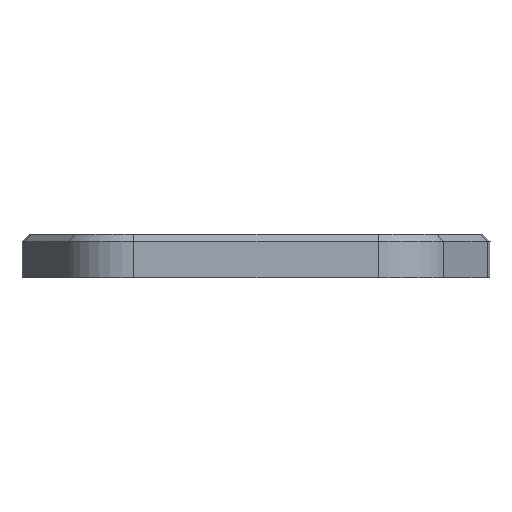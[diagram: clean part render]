
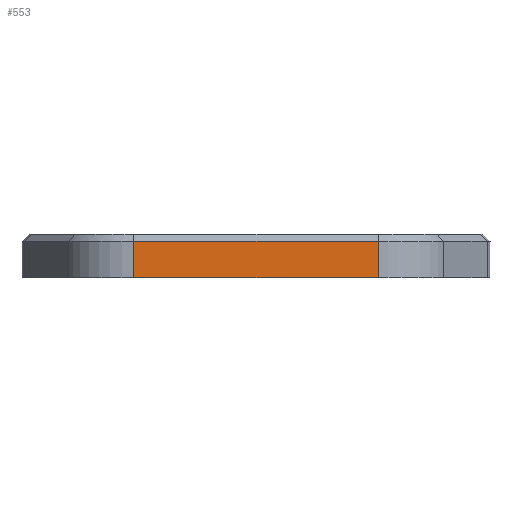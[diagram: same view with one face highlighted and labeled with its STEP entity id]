
A CAD part, front view. The second image highlights one B-rep face of the part: STEP entity #553.
In plain terms, the highlighted free-form (B-spline) face has degree [1, 1] with [2, 2] control points.
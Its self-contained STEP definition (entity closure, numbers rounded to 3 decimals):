
#553 = ADVANCED_FACE('',(#554),#584,.T.);
#554 = FACE_BOUND('',#555,.T.);
#555 = EDGE_LOOP('',(#556,#565,#572,#579));
#556 = ORIENTED_EDGE('',*,*,#557,.T.);
#557 = EDGE_CURVE('',#558,#560,#562,.T.);
#558 = VERTEX_POINT('',#559);
#559 = CARTESIAN_POINT('',(9.077,-16.566,0.));
#560 = VERTEX_POINT('',#561);
#561 = CARTESIAN_POINT('',(9.077,-16.566,2.716)
  );
#562 = B_SPLINE_CURVE_WITH_KNOTS('',1,(#563,#564),.UNSPECIFIED.,.F.,.F.,
  (2,2),(0.,2.5),.PIECEWISE_BEZIER_KNOTS.);
#563 = CARTESIAN_POINT('',(9.077,-16.566,0.));
#564 = CARTESIAN_POINT('',(9.077,-16.566,2.716)
  );
#565 = ORIENTED_EDGE('',*,*,#566,.T.);
#566 = EDGE_CURVE('',#560,#567,#569,.T.);
#567 = VERTEX_POINT('',#568);
#568 = CARTESIAN_POINT('',(-9.077,-16.566,
    2.716));
#569 = B_SPLINE_CURVE_WITH_KNOTS('',1,(#570,#571),.UNSPECIFIED.,.F.,.F.,
  (2,2),(-0.,16.713),.PIECEWISE_BEZIER_KNOTS.);
#570 = CARTESIAN_POINT('',(9.077,-16.566,2.716)
  );
#571 = CARTESIAN_POINT('',(-9.077,-16.566,
    2.716));
#572 = ORIENTED_EDGE('',*,*,#573,.T.);
#573 = EDGE_CURVE('',#567,#574,#576,.T.);
#574 = VERTEX_POINT('',#575);
#575 = CARTESIAN_POINT('',(-9.077,-16.566,0.));
#576 = B_SPLINE_CURVE_WITH_KNOTS('',1,(#577,#578),.UNSPECIFIED.,.F.,.F.,
  (2,2),(0.,2.5),.PIECEWISE_BEZIER_KNOTS.);
#577 = CARTESIAN_POINT('',(-9.077,-16.566,
    2.716));
#578 = CARTESIAN_POINT('',(-9.077,-16.566,0.));
#579 = ORIENTED_EDGE('',*,*,#580,.F.);
#580 = EDGE_CURVE('',#558,#574,#581,.T.);
#581 = B_SPLINE_CURVE_WITH_KNOTS('',1,(#582,#583),.UNSPECIFIED.,.F.,.F.,
  (2,2),(-0.,16.713),.PIECEWISE_BEZIER_KNOTS.);
#582 = CARTESIAN_POINT('',(9.077,-16.566,0.));
#583 = CARTESIAN_POINT('',(-9.077,-16.566,0.));
#584 = B_SPLINE_SURFACE_WITH_KNOTS('',1,1,(
    (#585,#586)
    ,(#587,#588
    )),.UNSPECIFIED.,.F.,.F.,.F.,(2,2),(2,2),(-18.37,-1.657
    ),(-0.5,2.),.PIECEWISE_BEZIER_KNOTS.);
#585 = CARTESIAN_POINT('',(9.077,-16.566,2.716)
  );
#586 = CARTESIAN_POINT('',(9.077,-16.566,0.));
#587 = CARTESIAN_POINT('',(-9.077,-16.566,
    2.716));
#588 = CARTESIAN_POINT('',(-9.077,-16.566,0.));
